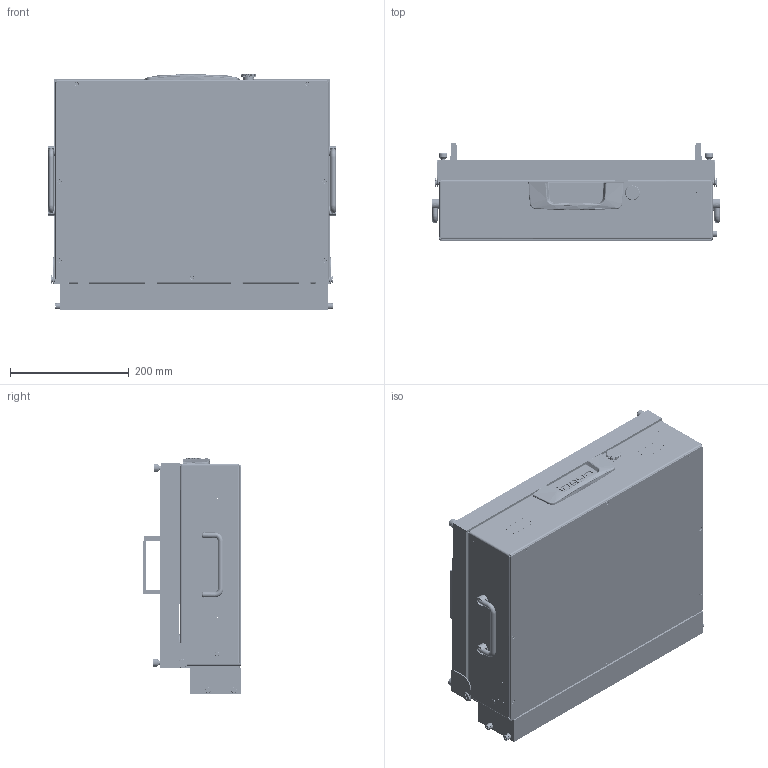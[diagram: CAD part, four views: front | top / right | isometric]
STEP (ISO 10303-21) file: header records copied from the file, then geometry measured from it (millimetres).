
FILE_DESCRIPTION (( 'STEP AP214' ), '1' );
FILE_NAME ('INGUN_114669.STEP', '2025-07-15T13:28:44', ( '' ), ( '' ), 'SwSTEP 2.0', 'SolidWorks 2023', '' );
FILE_SCHEMA (( 'AUTOMOTIVE_DESIGN' ));
Length unit declared in the file: millimetre
Products named in the file (70): DIN913~n_M03,0x06; 19420~3; 114364~0_S; 116282~0_S; 113712~1; ISO7380~n_M03,0x006; DIN7991~n_M03,0x006; 49317~0; 113711~0_S; 114607~0_S; DIN125~n_05,3 M05,0 Fase; 2229~6; 114196_002~0; 34848~0; ISO7380~n_M04,0x012; DIN934~n_M04,0 A2; 11683~0; 116281~0_S; 112024~0_S; 113696~1; 113750~4_KUNDE<S>; 113753~3_S; DIN912~n_M04,0x040; ASR~asr_Øi05,2x03xØa10; 114196_003~0; ISO7380~n_M04,0x006; INFO_4562~3_Typenschild 1010; 113690~4_S; 112026~0_Mitte<S>; 113436~0_S; 11657~0; 115767~1_S; DIN7991~n_M04,0x012; 11655~0; 114196_004~0_S; 1607~1; 5332~0; ISO7380~n_M03,0x005; INGUN_114669; 2196~7 ...
Assembly tree (144 placements, depth 5):
  INGUN_114669
    113690~4_S
      113691~2_S
      32171~1_S
      112992~2_S  x2
      49317~0  x2
      114196~0  x2
        114196_001~0
        114196_002~0
        114196_003~0
        114196_004~0_S
      DIN912~n_M04,0x016
      112024~0_S
      112025~4_S
      DIN125~n_04,3 M04,0
      DIN985-A2~n_M04,0
      112026~0_Mitte<S>
      ISO7380~n_M03,0x005
      114364~0_S
      DIN934~n_M04,0 A2
      116832~0_S
        116542~2_S
        DIN913~n_M03,0x06
        114364~0_S
    113750~4_KUNDE<S>
      115767~1_S
        113751~1_S
        Gewindebuchse~n_M04-07,5 offen  x4
        Gewindebuchse~n_M04-05,0 geschlossen  x7
      113752~1_S
      113753~3_S
      104093~2_KUNDE<S>
      105791~0  x4
      ASR~asr_Øi05,2x03xØa10  x12
      112838~2_S  x4
      116281~0_S  x2
        116282~0_S
          116283~0_S
          DIN125~n_05,3 M05,0 Fase
          116284~0_S
        49317~0
        ISO7380~n_M04,0x006
      42751~1_S
      116128~1_S  x2
      1607~1  x2
      ISO7380~n_M04,0x012  x4
      19420~3
      11657~0
      11655~0
      11683~0
      ISO7380~n_M03,0x006  x6
      DIN_6799_-_A2~n_d 5  x4
      DIN7~n_04,0m6x004  x2
      DIN985-A2~n_M04,0  x2
      2196~7  x2
      DIN7991~n_M04,0x012  x2
      2229~6  x2
      5332~0  x2
      INFO_4562~3_Typenschild 1010
      114607~0_S
Bounding box: 484 x 164.03 x 397.63 mm (x, y, z)
Volume: 3912345 mm3; surface area: 1886919.8 mm2
Topology: 151 solids, 159 shells, 9305 faces, 22145 edges, 13581 vertices
Faces by surface type: plane 3424, cylinder 2788, bspline 2484, cone 463, torus 138, sphere 8
Entity records: 254237 total; most frequent: CARTESIAN_POINT 129953, ORIENTED_EDGE 28154, DIRECTION 19316, EDGE_CURVE 14077, VERTEX_POINT 8466, AXIS2_PLACEMENT_3D 7137, EDGE_LOOP 6681, FACE_OUTER_BOUND 6017
